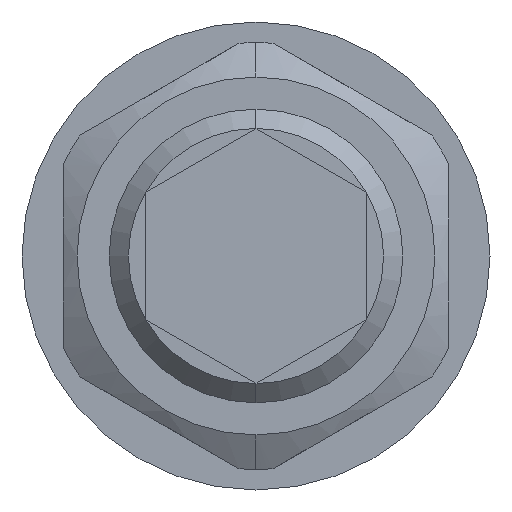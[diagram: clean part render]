
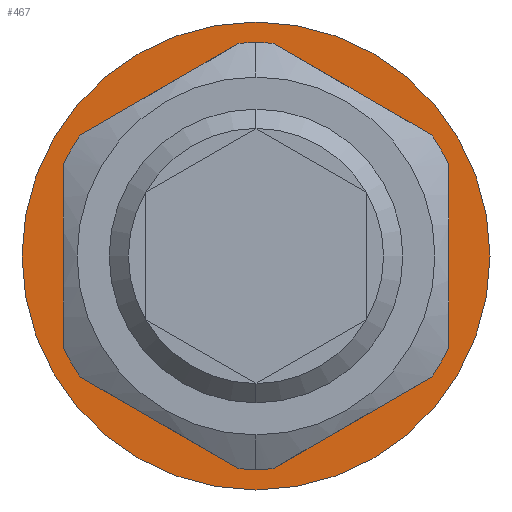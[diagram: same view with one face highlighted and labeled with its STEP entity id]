
A CAD part, left-side view. The second image highlights one B-rep face of the part: STEP entity #467.
In plain terms, the highlighted planar face has unit normal (-1, 0, 0).
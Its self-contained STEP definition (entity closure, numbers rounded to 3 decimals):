
#1 = VERTEX_POINT ( 'NONE', #390 ) ;
#12 = CARTESIAN_POINT ( 'NONE',  ( 12.5, 0., 24.249 ) ) ;
#25 = FACE_OUTER_BOUND ( 'NONE', #300, .T. ) ;
#144 = DIRECTION ( 'NONE',  ( -1., 0., 0. ) ) ;
#147 = CARTESIAN_POINT ( 'NONE',  ( 12.5, -21., -12.124 ) ) ;
#159 = CARTESIAN_POINT ( 'NONE',  ( 12.5, -1.859, -23.176 ) ) ;
#167 = DIRECTION ( 'NONE',  ( -1., 0., 0. ) ) ;
#242 = PLANE ( 'NONE',  #2204 ) ;
#250 = ORIENTED_EDGE ( 'NONE', *, *, #332, .F. ) ;
#257 = VERTEX_POINT ( 'NONE', #1523 ) ;
#258 = AXIS2_PLACEMENT_3D ( 'NONE', #1910, #1917, #1922 ) ;
#274 = VERTEX_POINT ( 'NONE', #1511 ) ;
#275 = CARTESIAN_POINT ( 'NONE',  ( 12.5, 25.5, 0. ) ) ;
#286 = ORIENTED_EDGE ( 'NONE', *, *, #815, .F. ) ;
#287 = DIRECTION ( 'NONE',  ( 0., 0., 1. ) ) ;
#300 = EDGE_LOOP ( 'NONE', ( #1823, #1828 ) ) ;
#315 = DIRECTION ( 'NONE',  ( -1., 0., 0. ) ) ;
#321 = CARTESIAN_POINT ( 'NONE',  ( 12.5, 0., 0. ) ) ;
#324 = ORIENTED_EDGE ( 'NONE', *, *, #775, .F. ) ;
#332 = EDGE_CURVE ( 'NONE', #1, #894, #2136, .T. ) ;
#335 = DIRECTION ( 'NONE',  ( 0., 0., -1. ) ) ;
#340 = VERTEX_POINT ( 'NONE', #2307 ) ;
#356 = DIRECTION ( 'NONE',  ( 1., 0., 0. ) ) ;
#362 = VECTOR ( 'NONE', #2245, 1000. ) ;
#377 = DIRECTION ( 'NONE',  ( 0., 0., 1. ) ) ;
#385 = CARTESIAN_POINT ( 'NONE',  ( 12.5, 0., 0. ) ) ;
#390 = CARTESIAN_POINT ( 'NONE',  ( 12.5, 1.859, -23.176 ) ) ;
#400 = AXIS2_PLACEMENT_3D ( 'NONE', #2679, #2701, #2727 ) ;
#429 = CIRCLE ( 'NONE', #2148, 23.25 ) ;
#439 = CARTESIAN_POINT ( 'NONE',  ( 12.5, -1.859, 23.176 ) ) ;
#441 = ORIENTED_EDGE ( 'NONE', *, *, #835, .F. ) ;
#448 = CARTESIAN_POINT ( 'NONE',  ( 12.5, 0., -24.249 ) ) ;
#454 = CARTESIAN_POINT ( 'NONE',  ( 12.5, 0., 0. ) ) ;
#465 = EDGE_CURVE ( 'NONE', #2325, #2451, #1410, .T. ) ;
#467 = ADVANCED_FACE ( 'NONE', ( #1729, #25 ), #242, .F. ) ;
#626 = CARTESIAN_POINT ( 'NONE',  ( 12.5, -21., 12.124 ) ) ;
#641 = CARTESIAN_POINT ( 'NONE',  ( 12.5, -19.141, -13.197 ) ) ;
#668 = EDGE_CURVE ( 'NONE', #2451, #2325, #2058, .T. ) ;
#679 = VERTEX_POINT ( 'NONE', #1907 ) ;
#683 = ORIENTED_EDGE ( 'NONE', *, *, #976, .F. ) ;
#704 = LINE ( 'NONE', #2776, #2446 ) ;
#714 = ORIENTED_EDGE ( 'NONE', *, *, #877, .F. ) ;
#726 = DIRECTION ( 'NONE',  ( -1., 0., 0. ) ) ;
#751 = DIRECTION ( 'NONE',  ( 0., 0.866, 0.5 ) ) ;
#775 = EDGE_CURVE ( 'NONE', #274, #1888, #824, .T. ) ;
#776 = ORIENTED_EDGE ( 'NONE', *, *, #1054, .F. ) ;
#814 = CIRCLE ( 'NONE', #1708, 23.25 ) ;
#815 = EDGE_CURVE ( 'NONE', #1888, #1, #1937, .T. ) ;
#824 = CIRCLE ( 'NONE', #1066, 23.25 ) ;
#832 = ORIENTED_EDGE ( 'NONE', *, *, #2173, .F. ) ;
#835 = EDGE_CURVE ( 'NONE', #1771, #274, #704, .T. ) ;
#851 = VERTEX_POINT ( 'NONE', #1014 ) ;
#877 = EDGE_CURVE ( 'NONE', #2452, #679, #1150, .T. ) ;
#894 = VERTEX_POINT ( 'NONE', #159 ) ;
#944 = AXIS2_PLACEMENT_3D ( 'NONE', #2137, #2084, #2061 ) ;
#954 = EDGE_CURVE ( 'NONE', #257, #1944, #1903, .T. ) ;
#976 = EDGE_CURVE ( 'NONE', #679, #1771, #1781, .T. ) ;
#1009 = EDGE_CURVE ( 'NONE', #851, #1234, #2221, .T. ) ;
#1014 = CARTESIAN_POINT ( 'NONE',  ( 12.5, -21., -9.978 ) ) ;
#1026 = EDGE_CURVE ( 'NONE', #894, #2589, #2773, .T. ) ;
#1041 = CIRCLE ( 'NONE', #1457, 23.25 ) ;
#1051 = ORIENTED_EDGE ( 'NONE', *, *, #954, .F. ) ;
#1054 = EDGE_CURVE ( 'NONE', #340, #2452, #1041, .T. ) ;
#1066 = AXIS2_PLACEMENT_3D ( 'NONE', #1616, #1624, #1721 ) ;
#1150 = LINE ( 'NONE', #12, #362 ) ;
#1179 = VECTOR ( 'NONE', #2783, 1000. ) ;
#1219 = CARTESIAN_POINT ( 'NONE',  ( 12.5, 0., 0. ) ) ;
#1223 = ORIENTED_EDGE ( 'NONE', *, *, #1396, .F. ) ;
#1234 = VERTEX_POINT ( 'NONE', #1571 ) ;
#1377 = DIRECTION ( 'NONE',  ( 0., 0., 1. ) ) ;
#1381 = CIRCLE ( 'NONE', #1867, 23.25 ) ;
#1396 = EDGE_CURVE ( 'NONE', #1234, #257, #1381, .T. ) ;
#1408 = DIRECTION ( 'NONE',  ( -1., 0., 0. ) ) ;
#1410 = CIRCLE ( 'NONE', #2334, 25.5 ) ;
#1414 = DIRECTION ( 'NONE',  ( 0., 0., 1. ) ) ;
#1418 = CARTESIAN_POINT ( 'NONE',  ( 12.5, 0., 0. ) ) ;
#1457 = AXIS2_PLACEMENT_3D ( 'NONE', #1219, #726, #1414 ) ;
#1511 = CARTESIAN_POINT ( 'NONE',  ( 12.5, 21., -9.978 ) ) ;
#1523 = CARTESIAN_POINT ( 'NONE',  ( 12.5, -19.141, 13.197 ) ) ;
#1556 = DIRECTION ( 'NONE',  ( 0., 0., 1. ) ) ;
#1566 = CARTESIAN_POINT ( 'NONE',  ( 12.5, 0., -25.5 ) ) ;
#1571 = CARTESIAN_POINT ( 'NONE',  ( 12.5, -21., 9.978 ) ) ;
#1616 = CARTESIAN_POINT ( 'NONE',  ( 12.5, 0., 0. ) ) ;
#1624 = DIRECTION ( 'NONE',  ( -1., 0., 0. ) ) ;
#1649 = VECTOR ( 'NONE', #1674, 1000. ) ;
#1674 = DIRECTION ( 'NONE',  ( 0., -0.866, 0.5 ) ) ;
#1690 = ORIENTED_EDGE ( 'NONE', *, *, #1026, .F. ) ;
#1708 = AXIS2_PLACEMENT_3D ( 'NONE', #1418, #1408, #1377 ) ;
#1717 = ORIENTED_EDGE ( 'NONE', *, *, #1009, .F. ) ;
#1721 = DIRECTION ( 'NONE',  ( 0., 0., 1. ) ) ;
#1729 = FACE_BOUND ( 'NONE', #2234, .T. ) ;
#1771 = VERTEX_POINT ( 'NONE', #2753 ) ;
#1781 = CIRCLE ( 'NONE', #400, 23.25 ) ;
#1823 = ORIENTED_EDGE ( 'NONE', *, *, #668, .T. ) ;
#1828 = ORIENTED_EDGE ( 'NONE', *, *, #465, .T. ) ;
#1867 = AXIS2_PLACEMENT_3D ( 'NONE', #454, #167, #1556 ) ;
#1870 = EDGE_CURVE ( 'NONE', #2589, #851, #429, .T. ) ;
#1876 = VECTOR ( 'NONE', #2011, 1000. ) ;
#1888 = VERTEX_POINT ( 'NONE', #1890 ) ;
#1890 = CARTESIAN_POINT ( 'NONE',  ( 12.5, 19.141, -13.197 ) ) ;
#1903 = LINE ( 'NONE', #626, #2349 ) ;
#1907 = CARTESIAN_POINT ( 'NONE',  ( 12.5, 19.141, 13.197 ) ) ;
#1910 = CARTESIAN_POINT ( 'NONE',  ( 12.5, 0., 0. ) ) ;
#1917 = DIRECTION ( 'NONE',  ( -1., 0., 0. ) ) ;
#1922 = DIRECTION ( 'NONE',  ( 0., 0., 1. ) ) ;
#1937 = LINE ( 'NONE', #2003, #1876 ) ;
#1944 = VERTEX_POINT ( 'NONE', #439 ) ;
#2003 = CARTESIAN_POINT ( 'NONE',  ( 12.5, 21., -12.124 ) ) ;
#2011 = DIRECTION ( 'NONE',  ( 0., -0.866, -0.5 ) ) ;
#2058 = CIRCLE ( 'NONE', #944, 25.5 ) ;
#2061 = DIRECTION ( 'NONE',  ( 0., 0., 1. ) ) ;
#2084 = DIRECTION ( 'NONE',  ( -1., 0., 0. ) ) ;
#2136 = CIRCLE ( 'NONE', #258, 23.25 ) ;
#2137 = CARTESIAN_POINT ( 'NONE',  ( 12.5, 0., 0. ) ) ;
#2148 = AXIS2_PLACEMENT_3D ( 'NONE', #385, #144, #377 ) ;
#2173 = EDGE_CURVE ( 'NONE', #1944, #340, #814, .T. ) ;
#2204 = AXIS2_PLACEMENT_3D ( 'NONE', #275, #356, #335 ) ;
#2221 = LINE ( 'NONE', #147, #1179 ) ;
#2234 = EDGE_LOOP ( 'NONE', ( #250, #286, #324, #441, #683, #714, #776, #832, #1051, #1223, #1717, #2551, #1690 ) ) ;
#2245 = DIRECTION ( 'NONE',  ( 0., 0.866, -0.5 ) ) ;
#2307 = CARTESIAN_POINT ( 'NONE',  ( 12.5, 0., 23.25 ) ) ;
#2325 = VERTEX_POINT ( 'NONE', #1566 ) ;
#2334 = AXIS2_PLACEMENT_3D ( 'NONE', #321, #315, #287 ) ;
#2349 = VECTOR ( 'NONE', #751, 1000. ) ;
#2371 = CARTESIAN_POINT ( 'NONE',  ( 12.5, 0., 25.5 ) ) ;
#2446 = VECTOR ( 'NONE', #2804, 1000. ) ;
#2451 = VERTEX_POINT ( 'NONE', #2371 ) ;
#2452 = VERTEX_POINT ( 'NONE', #2563 ) ;
#2551 = ORIENTED_EDGE ( 'NONE', *, *, #1870, .F. ) ;
#2563 = CARTESIAN_POINT ( 'NONE',  ( 12.5, 1.859, 23.176 ) ) ;
#2589 = VERTEX_POINT ( 'NONE', #641 ) ;
#2679 = CARTESIAN_POINT ( 'NONE',  ( 12.5, 0., 0. ) ) ;
#2701 = DIRECTION ( 'NONE',  ( -1., 0., 0. ) ) ;
#2727 = DIRECTION ( 'NONE',  ( 0., 0., 1. ) ) ;
#2753 = CARTESIAN_POINT ( 'NONE',  ( 12.5, 21., 9.978 ) ) ;
#2773 = LINE ( 'NONE', #448, #1649 ) ;
#2776 = CARTESIAN_POINT ( 'NONE',  ( 12.5, 21., 12.124 ) ) ;
#2783 = DIRECTION ( 'NONE',  ( 0., 0., 1. ) ) ;
#2804 = DIRECTION ( 'NONE',  ( 0., 0., -1. ) ) ;
